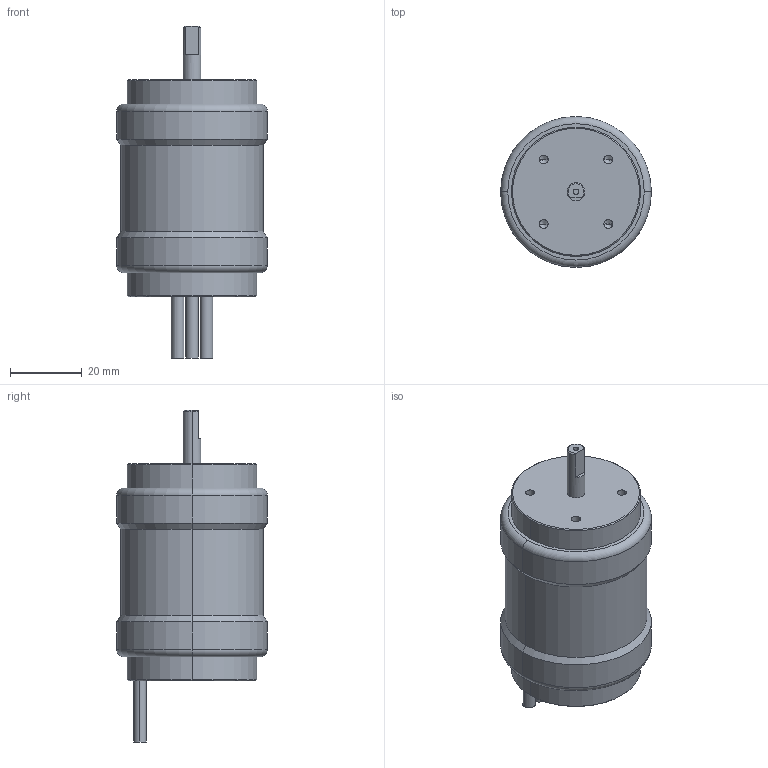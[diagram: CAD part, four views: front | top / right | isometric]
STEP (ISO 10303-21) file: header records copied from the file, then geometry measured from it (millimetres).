
FILE_DESCRIPTION (( 'STEP AP203' ), '1' );
FILE_NAME ('Brushless motor for RC boat AQUASTAR 3660-1700KV_Défaut_sldprt.STEP', '2022-03-14T14:39:46', ( '' ), ( '' ), 'SwSTEP 2.0', 'SolidWorks 2020', '' );
FILE_SCHEMA (( 'CONFIG_CONTROL_DESIGN' ));
Length unit declared in the file: millimetre
Products named in the file (1): Brushless motor for RC boat AQUASTAR 3660-1700KV_Défaut_sldprt
Bounding box: 42 x 42 x 92.5 mm (x, y, z)
Volume: 75104.3 mm3; surface area: 11483 mm2
Topology: 4 solids, 4 shells, 72 faces, 151 edges, 88 vertices
Faces by surface type: cylinder 32, cone 19, plane 17, torus 4
Entity records: 1945 total; most frequent: DIRECTION 368, CARTESIAN_POINT 310, ORIENTED_EDGE 286, AXIS2_PLACEMENT_3D 154, EDGE_CURVE 143, VERTEX_POINT 88, EDGE_LOOP 81, CIRCLE 81
